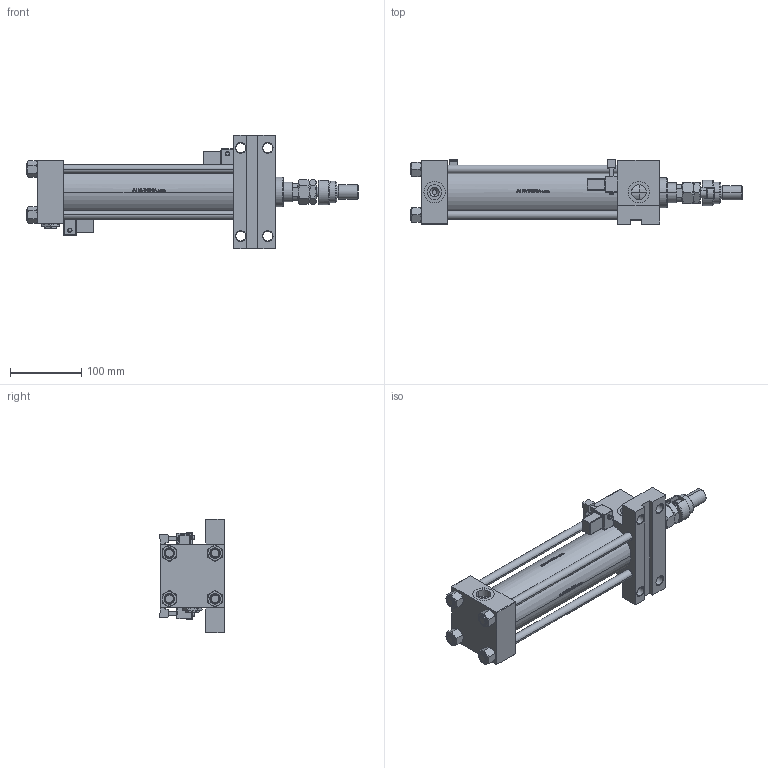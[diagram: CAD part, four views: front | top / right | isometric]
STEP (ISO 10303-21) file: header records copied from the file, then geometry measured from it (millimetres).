
FILE_DESCRIPTION (( 'STEP AP203' ), '1' );
FILE_NAME ('1202.STEP', '2024-10-31T07:12:16', ( '' ), ( '' ), 'SwSTEP 2.0', 'SolidWorks 2019', '' );
FILE_SCHEMA (( 'CONFIG_CONTROL_DESIGN' ));
Length unit declared in the file: millimetre
Products named in the file (11): MFA fdc19cfd440f908c92a02922395c34af; Zatka_pro_OIL_PORT fdc19cfd440f908c92a02922395c34af; V215CR_MSU fdc19cfd440f908c92a02922395c34af; V215_VC_A fdc19cfd440f908c92a02922395c34af; FEMALE_PART_FOR_DFA fdc19cfd440f908c92a02922395c34af; V215CR_VCP_F fdc19cfd440f908c92a02922395c34af; NUT_M5_F fdc19cfd440f908c92a02922395c34af; V215CR_F_Body fdc19cfd440f908c92a02922395c34af; DFA fdc19cfd440f908c92a02922395c34af; 1202; V215CR_F_TYCINKA fdc19cfd440f908c92a02922395c34af
Assembly tree (18 placements, depth 3):
  1202
    V215CR_F_Body fdc19cfd440f908c92a02922395c34af
    V215CR_VCP_F fdc19cfd440f908c92a02922395c34af
    V215CR_F_TYCINKA fdc19cfd440f908c92a02922395c34af  x4
    NUT_M5_F fdc19cfd440f908c92a02922395c34af  x4
    V215_VC_A fdc19cfd440f908c92a02922395c34af
    DFA fdc19cfd440f908c92a02922395c34af
      FEMALE_PART_FOR_DFA fdc19cfd440f908c92a02922395c34af
      MFA fdc19cfd440f908c92a02922395c34af
    V215CR_MSU fdc19cfd440f908c92a02922395c34af  x2
    Zatka_pro_OIL_PORT fdc19cfd440f908c92a02922395c34af  x2
Bounding box: 467 x 90.53 x 160 mm (x, y, z)
Volume: 1417244.8 mm3; surface area: 341790.5 mm2
Topology: 17 solids, 17 shells, 1439 faces, 3494 edges, 2197 vertices
Faces by surface type: plane 570, bspline 380, cone 234, cylinder 207, torus 24, sphere 24
Entity records: 54670 total; most frequent: CARTESIAN_POINT 27661, ORIENTED_EDGE 5906, DIRECTION 4115, EDGE_CURVE 2953, VERTEX_POINT 1899, LINE 1481, VECTOR 1481, EDGE_LOOP 1350
